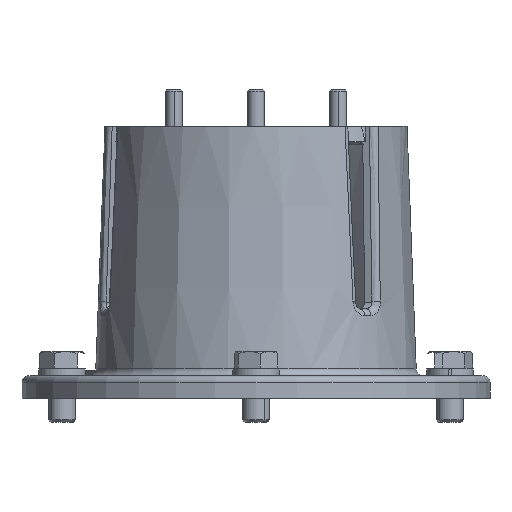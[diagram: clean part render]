
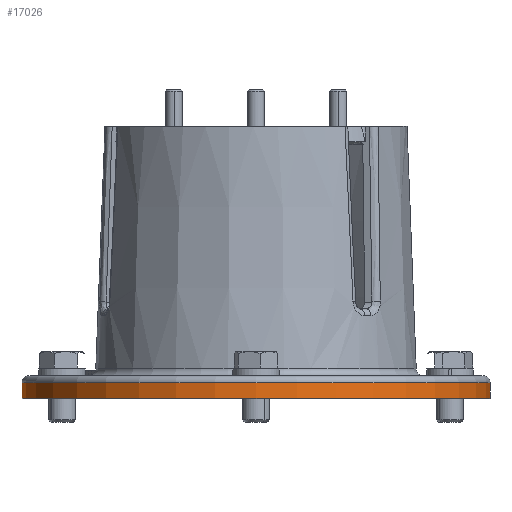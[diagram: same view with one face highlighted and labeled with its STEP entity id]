
A CAD part, left-side view. The second image highlights one B-rep face of the part: STEP entity #17026.
In plain terms, the highlighted cylindrical face has radius 111.125 mm (diameter 222.25 mm), a partial arc.
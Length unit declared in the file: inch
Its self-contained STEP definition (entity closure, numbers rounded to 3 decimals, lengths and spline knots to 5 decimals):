
#418 = DIRECTION ( 'NONE',  ( 0., 0., -1. ) ) ;
#1028 = VERTEX_POINT ( 'NONE', #11036 ) ;
#1122 = AXIS2_PLACEMENT_3D ( 'NONE', #8756, #16278, #9121 ) ;
#1888 = VECTOR ( 'NONE', #2242, 39.37008 ) ;
#2242 = DIRECTION ( 'NONE',  ( 0., 0., -1. ) ) ;
#2624 = VERTEX_POINT ( 'NONE', #16540 ) ;
#2842 = DIRECTION ( 'NONE',  ( 0., 0., -1. ) ) ;
#3791 = ORIENTED_EDGE ( 'NONE', *, *, #17761, .F. ) ;
#3799 = EDGE_LOOP ( 'NONE', ( #3791, #19893, #4265, #11097 ) ) ;
#4265 = ORIENTED_EDGE ( 'NONE', *, *, #10373, .T. ) ;
#4334 = VERTEX_POINT ( 'NONE', #18153 ) ;
#4594 = EDGE_CURVE ( 'NONE', #4334, #1028, #15448, .T. ) ;
#5538 = EDGE_CURVE ( 'NONE', #18173, #2624, #7717, .T. ) ;
#5616 = FACE_OUTER_BOUND ( 'NONE', #3799, .T. ) ;
#7630 = VECTOR ( 'NONE', #418, 39.37008 ) ;
#7717 = CIRCLE ( 'NONE', #1122, 4.375 ) ;
#8756 = CARTESIAN_POINT ( 'NONE',  ( 0., 0., 0.21 ) ) ;
#9121 = DIRECTION ( 'NONE',  ( 0., 1., 0. ) ) ;
#10373 = EDGE_CURVE ( 'NONE', #2624, #4334, #21150, .T. ) ;
#11036 = CARTESIAN_POINT ( 'NONE',  ( 0., -4.375, -0.085 ) ) ;
#11097 = ORIENTED_EDGE ( 'NONE', *, *, #4594, .T. ) ;
#11205 = CARTESIAN_POINT ( 'NONE',  ( 0., 4.375, 0.035 ) ) ;
#12470 = CARTESIAN_POINT ( 'NONE',  ( 0., -4.375, 0.21 ) ) ;
#15448 = CIRCLE ( 'NONE', #16396, 4.375 ) ;
#15857 = CARTESIAN_POINT ( 'NONE',  ( 0., -4.375, 0.035 ) ) ;
#16278 = DIRECTION ( 'NONE',  ( 0., 0., -1. ) ) ;
#16396 = AXIS2_PLACEMENT_3D ( 'NONE', #18135, #20758, #21649 ) ;
#16464 = CYLINDRICAL_SURFACE ( 'NONE', #18055, 4.375 ) ;
#16540 = CARTESIAN_POINT ( 'NONE',  ( 0., 4.375, 0.21 ) ) ;
#17026 = ADVANCED_FACE ( 'NONE', ( #5616 ), #16464, .T. ) ;
#17761 = EDGE_CURVE ( 'NONE', #18173, #1028, #19335, .T. ) ;
#18055 = AXIS2_PLACEMENT_3D ( 'NONE', #20983, #2842, #20910 ) ;
#18135 = CARTESIAN_POINT ( 'NONE',  ( 0., 0., -0.085 ) ) ;
#18153 = CARTESIAN_POINT ( 'NONE',  ( 0., 4.375, -0.085 ) ) ;
#18173 = VERTEX_POINT ( 'NONE', #12470 ) ;
#19335 = LINE ( 'NONE', #15857, #1888 ) ;
#19893 = ORIENTED_EDGE ( 'NONE', *, *, #5538, .T. ) ;
#20758 = DIRECTION ( 'NONE',  ( 0., 0., 1. ) ) ;
#20910 = DIRECTION ( 'NONE',  ( 0., 1., 0. ) ) ;
#20983 = CARTESIAN_POINT ( 'NONE',  ( 0., 0., 0.035 ) ) ;
#21150 = LINE ( 'NONE', #11205, #7630 ) ;
#21649 = DIRECTION ( 'NONE',  ( 0., -1., 0. ) ) ;
